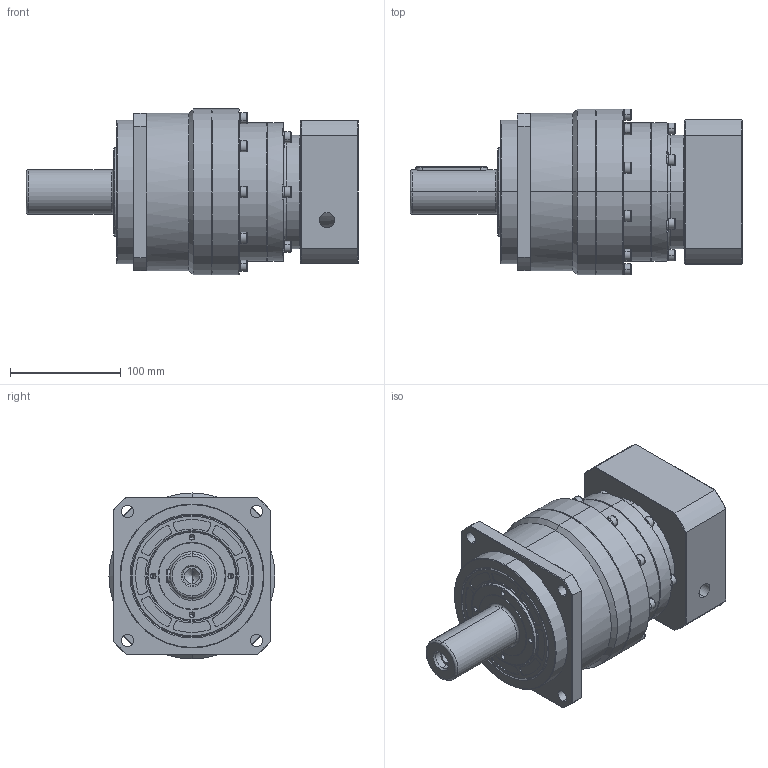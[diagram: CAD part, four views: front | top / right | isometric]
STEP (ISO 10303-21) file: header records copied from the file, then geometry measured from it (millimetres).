
FILE_DESCRIPTION (( 'STEP AP214' ), '1' );
FILE_NAME ('KS142L2-110-28瑩8-73.5-M8-145俋倛芞.STEP', '2023-06-19T07:37:02', ( 'PC' ), ( 'Microsoft' ), 'SwSTEP 2.0', 'SolidWorks 2016', '' );
FILE_SCHEMA (( 'AUTOMOTIVE_DESIGN' ));
Length unit declared in the file: millimetre
Products named in the file (11): 一级整体太阳轮带夹套外形图 KB115-D28SLDPRT; hex socket set screws with flat point gb_GB_FASTENER_SCREWS_HSFP M16X16-N; hexagon socket head cap screws gb_GB_FASTENER_SCREWS_HSHCS M6X20-N; hexagon socket head cap screws gb_GB_FASTENER_SCREWS_HSHCS M6X25-N; hexagon socket head cap screws gb_GB_FASTENER_SCREWS_HSHCS M6X35-N; spring lock washers--normal type gb_GB_FASTENER_WASHER_SW 6; 萇儂楊擘 AKB115 D110-M8-145F130H52; 笢潔楊擘 KS115 俋倛芞; 二级齿圈KD140外形图; 一级齿圈加出轴KS142外形图; KS142L2-110-28瑩8-73.5-M8-145俋倛芞
Assembly tree (50 placements, depth 2):
  KS142L2-110-28瑩8-73.5-M8-145俋倛芞
    一级齿圈加出轴KS142外形图
    二级齿圈KD140外形图
    笢潔楊擘 KS115 俋倛芞
    萇儂楊擘 AKB115 D110-M8-145F130H52
    spring lock washers--normal type gb_GB_FASTENER_WASHER_SW 6  x22
    hexagon socket head cap screws gb_GB_FASTENER_SCREWS_HSHCS M6X35-N  x10
    hexagon socket head cap screws gb_GB_FASTENER_SCREWS_HSHCS M6X25-N  x6
    hexagon socket head cap screws gb_GB_FASTENER_SCREWS_HSHCS M6X20-N  x6
    hex socket set screws with flat point gb_GB_FASTENER_SCREWS_HSFP M16X16-N
    一级整体太阳轮带夹套外形图 KB115-D28SLDPRT
Bounding box: 300 x 150 x 150 mm (x, y, z)
Volume: 3043831 mm3; surface area: 323142.4 mm2
Topology: 51 solids, 51 shells, 1334 faces, 3170 edges, 1943 vertices
Faces by surface type: plane 584, cylinder 473, cone 227, torus 50
Entity records: 21873 total; most frequent: CARTESIAN_POINT 3998, DIRECTION 3578, ORIENTED_EDGE 3096, EDGE_CURVE 1548, AXIS2_PLACEMENT_3D 1428, VERTEX_POINT 980, EDGE_LOOP 772, CIRCLE 726
